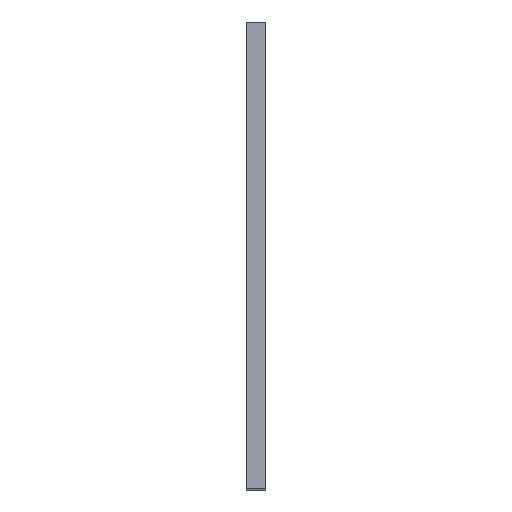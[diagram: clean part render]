
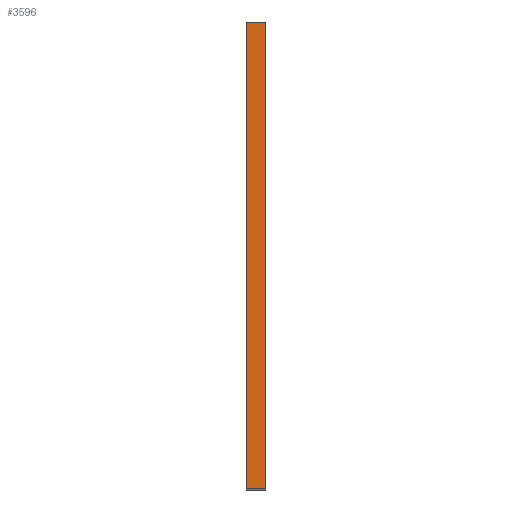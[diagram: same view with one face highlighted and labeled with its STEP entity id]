
A CAD part, top view. The second image highlights one B-rep face of the part: STEP entity #3596.
In plain terms, the highlighted planar face has unit normal (0, 0, 1).
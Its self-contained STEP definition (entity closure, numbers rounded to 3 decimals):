
#81=DIRECTION('',(0.,-1.,0.));
#82=VECTOR('',#81,120.);
#83=CARTESIAN_POINT('',(0.,200.,100.));
#84=LINE('',#83,#82);
#595=DIRECTION('',(0.,-1.,0.));
#596=VECTOR('',#595,120.);
#597=CARTESIAN_POINT('',(5.,200.,100.));
#598=LINE('',#597,#596);
#1085=DIRECTION('',(1.,0.,0.));
#1086=VECTOR('',#1085,5.);
#1087=CARTESIAN_POINT('',(0.,200.,100.));
#1088=LINE('',#1087,#1086);
#1097=DIRECTION('',(1.,0.,0.));
#1098=VECTOR('',#1097,5.);
#1099=CARTESIAN_POINT('',(0.,80.,100.));
#1100=LINE('',#1099,#1098);
#2303=CARTESIAN_POINT('',(0.,200.,100.));
#2304=CARTESIAN_POINT('',(0.,80.,100.));
#2305=VERTEX_POINT('',#2303);
#2306=VERTEX_POINT('',#2304);
#2311=CARTESIAN_POINT('',(5.,200.,100.));
#2312=CARTESIAN_POINT('',(5.,80.,100.));
#2313=VERTEX_POINT('',#2311);
#2314=VERTEX_POINT('',#2312);
#3583=CARTESIAN_POINT('',(0.,200.,100.));
#3584=DIRECTION('',(0.,0.,1.));
#3585=DIRECTION('',(0.,-1.,0.));
#3586=AXIS2_PLACEMENT_3D('',#3583,#3584,#3585);
#3587=PLANE('',#3586);
#3588=ORIENTED_EDGE('',*,*,#2864,.F.);
#3590=ORIENTED_EDGE('',*,*,#3589,.T.);
#3591=ORIENTED_EDGE('',*,*,#3202,.T.);
#3593=ORIENTED_EDGE('',*,*,#3592,.F.);
#3594=EDGE_LOOP('',(#3588,#3590,#3591,#3593));
#3595=FACE_OUTER_BOUND('',#3594,.F.);
#2864=EDGE_CURVE('',#2305,#2306,#84,.T.);
#3202=EDGE_CURVE('',#2313,#2314,#598,.T.);
#3589=EDGE_CURVE('',#2305,#2313,#1088,.T.);
#3592=EDGE_CURVE('',#2306,#2314,#1100,.T.);
#3596=ADVANCED_FACE('',(#3595),#3587,.T.);
